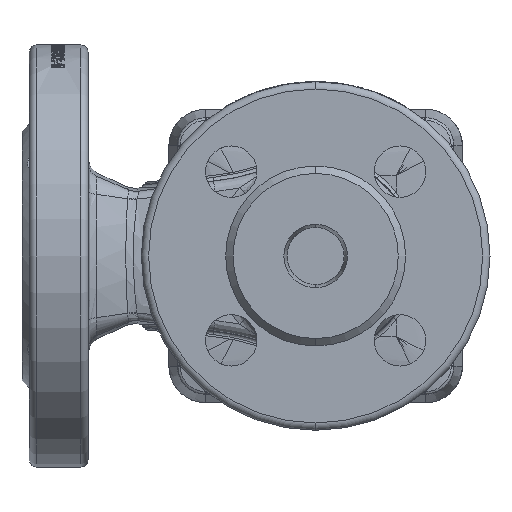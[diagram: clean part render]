
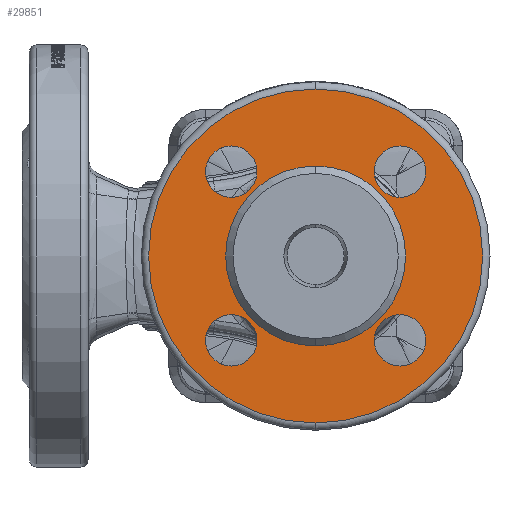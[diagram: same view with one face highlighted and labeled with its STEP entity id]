
A CAD part, front view. The second image highlights one B-rep face of the part: STEP entity #29851.
In plain terms, the highlighted planar face has unit normal (0, -1, 0).
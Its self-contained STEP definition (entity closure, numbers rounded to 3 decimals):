
#771 = CIRCLE ( 'NONE', #103346, 45.5 ) ;
#884 = DIRECTION ( 'NONE',  ( 0., -1., 0. ) ) ;
#3544 = FACE_OUTER_BOUND ( 'NONE', #77921, .T. ) ;
#3808 = EDGE_LOOP ( 'NONE', ( #111141, #78395 ) ) ;
#3857 = DIRECTION ( 'NONE',  ( 0., 0., -1. ) ) ;
#4256 = VERTEX_POINT ( 'NONE', #117877 ) ;
#4321 = CARTESIAN_POINT ( 'NONE',  ( 0., -88., 24.5 ) ) ;
#5646 = ORIENTED_EDGE ( 'NONE', *, *, #81929, .F. ) ;
#6742 = CARTESIAN_POINT ( 'NONE',  ( -24.5, -88., 0. ) ) ;
#8308 = DIRECTION ( 'NONE',  ( 0., 0., 1. ) ) ;
#8695 = AXIS2_PLACEMENT_3D ( 'NONE', #61400, #124182, #114126 ) ;
#9517 = CARTESIAN_POINT ( 'NONE',  ( 22.981, -88., -29.981 ) ) ;
#9533 = VERTEX_POINT ( 'NONE', #81060 ) ;
#10756 = DIRECTION ( 'NONE',  ( 0., 0., -1. ) ) ;
#14444 = VERTEX_POINT ( 'NONE', #130566 ) ;
#19009 = ORIENTED_EDGE ( 'NONE', *, *, #75957, .T. ) ;
#19133 = DIRECTION ( 'NONE',  ( 0., 0., -1. ) ) ;
#20966 = ORIENTED_EDGE ( 'NONE', *, *, #66900, .F. ) ;
#21418 = CARTESIAN_POINT ( 'NONE',  ( 22.981, -88., 22.981 ) ) ;
#21466 = ORIENTED_EDGE ( 'NONE', *, *, #128331, .F. ) ;
#22063 = CIRCLE ( 'NONE', #125208, 7. ) ;
#24239 = EDGE_CURVE ( 'NONE', #93845, #93279, #78108, .T. ) ;
#24393 = CIRCLE ( 'NONE', #74138, 24.5 ) ;
#27877 = VERTEX_POINT ( 'NONE', #74950 ) ;
#28881 = AXIS2_PLACEMENT_3D ( 'NONE', #34644, #118593, #3857 ) ;
#29851 = ADVANCED_FACE ( 'NONE', ( #52879, #85716, #108642, #69302, #80695, #3544 ), #88920, .T. ) ;
#31123 = ORIENTED_EDGE ( 'NONE', *, *, #64734, .F. ) ;
#31199 = CARTESIAN_POINT ( 'NONE',  ( 22.981, -88., -22.981 ) ) ;
#32018 = CARTESIAN_POINT ( 'NONE',  ( -22.981, -88., -29.981 ) ) ;
#33205 = AXIS2_PLACEMENT_3D ( 'NONE', #48897, #123154, #41090 ) ;
#34644 = CARTESIAN_POINT ( 'NONE',  ( -22.981, -88., 22.981 ) ) ;
#41090 = DIRECTION ( 'NONE',  ( 0., 0., -1. ) ) ;
#42299 = CARTESIAN_POINT ( 'NONE',  ( 0., -88., 0. ) ) ;
#42862 = DIRECTION ( 'NONE',  ( 0., -1., 0. ) ) ;
#42933 = CIRCLE ( 'NONE', #33205, 7. ) ;
#43343 = DIRECTION ( 'NONE',  ( 0., 0., 1. ) ) ;
#44123 = EDGE_CURVE ( 'NONE', #114144, #4256, #61889, .T. ) ;
#46707 = CIRCLE ( 'NONE', #8695, 7. ) ;
#48897 = CARTESIAN_POINT ( 'NONE',  ( -22.981, -88., -22.981 ) ) ;
#50602 = VERTEX_POINT ( 'NONE', #9517 ) ;
#50921 = CARTESIAN_POINT ( 'NONE',  ( 22.981, -88., -22.981 ) ) ;
#51891 = EDGE_CURVE ( 'NONE', #50602, #9533, #122579, .T. ) ;
#52879 = FACE_BOUND ( 'NONE', #93532, .T. ) ;
#60054 = CARTESIAN_POINT ( 'NONE',  ( 22.981, -88., 15.981 ) ) ;
#60520 = AXIS2_PLACEMENT_3D ( 'NONE', #6742, #101261, #19133 ) ;
#61400 = CARTESIAN_POINT ( 'NONE',  ( -22.981, -88., 22.981 ) ) ;
#61889 = CIRCLE ( 'NONE', #105933, 7. ) ;
#64734 = EDGE_CURVE ( 'NONE', #9533, #50602, #22063, .T. ) ;
#65317 = EDGE_CURVE ( 'NONE', #93279, #93845, #771, .T. ) ;
#66900 = EDGE_CURVE ( 'NONE', #27877, #108707, #42933, .T. ) ;
#68295 = ORIENTED_EDGE ( 'NONE', *, *, #99236, .F. ) ;
#69302 = FACE_BOUND ( 'NONE', #121285, .T. ) ;
#69362 = CIRCLE ( 'NONE', #28881, 7. ) ;
#73462 = DIRECTION ( 'NONE',  ( 0., 0., -1. ) ) ;
#74138 = AXIS2_PLACEMENT_3D ( 'NONE', #106241, #85115, #43343 ) ;
#74232 = AXIS2_PLACEMENT_3D ( 'NONE', #50921, #113714, #124249 ) ;
#74950 = CARTESIAN_POINT ( 'NONE',  ( -22.981, -88., -15.981 ) ) ;
#75583 = CARTESIAN_POINT ( 'NONE',  ( 0., -88., 0. ) ) ;
#75957 = EDGE_CURVE ( 'NONE', #105955, #102822, #91468, .T. ) ;
#76830 = ORIENTED_EDGE ( 'NONE', *, *, #65317, .F. ) ;
#77921 = EDGE_LOOP ( 'NONE', ( #116530, #76830 ) ) ;
#78108 = CIRCLE ( 'NONE', #119463, 45.5 ) ;
#78395 = ORIENTED_EDGE ( 'NONE', *, *, #97360, .F. ) ;
#78555 = DIRECTION ( 'NONE',  ( 0., 0., -1. ) ) ;
#78996 = ORIENTED_EDGE ( 'NONE', *, *, #51891, .F. ) ;
#80695 = FACE_BOUND ( 'NONE', #86006, .T. ) ;
#81060 = CARTESIAN_POINT ( 'NONE',  ( 22.981, -88., -15.981 ) ) ;
#81929 = EDGE_CURVE ( 'NONE', #102171, #14444, #46707, .T. ) ;
#82750 = DIRECTION ( 'NONE',  ( 0., 1., 0. ) ) ;
#84292 = DIRECTION ( 'NONE',  ( 0., -1., 0. ) ) ;
#85115 = DIRECTION ( 'NONE',  ( 0., 1., 0. ) ) ;
#85716 = FACE_BOUND ( 'NONE', #94281, .T. ) ;
#86006 = EDGE_LOOP ( 'NONE', ( #99904, #19009 ) ) ;
#87399 = DIRECTION ( 'NONE',  ( 0., 1., 0. ) ) ;
#88920 = PLANE ( 'NONE',  #60520 ) ;
#91468 = CIRCLE ( 'NONE', #133438, 24.5 ) ;
#92218 = DIRECTION ( 'NONE',  ( 0., 1., 0. ) ) ;
#92721 = CIRCLE ( 'NONE', #118606, 7. ) ;
#93279 = VERTEX_POINT ( 'NONE', #115577 ) ;
#93282 = DIRECTION ( 'NONE',  ( 0., 0., 1. ) ) ;
#93532 = EDGE_LOOP ( 'NONE', ( #78996, #31123 ) ) ;
#93845 = VERTEX_POINT ( 'NONE', #112045 ) ;
#94281 = EDGE_LOOP ( 'NONE', ( #68295, #20966 ) ) ;
#95285 = DIRECTION ( 'NONE',  ( 0., 0., -1. ) ) ;
#97360 = EDGE_CURVE ( 'NONE', #4256, #114144, #130849, .T. ) ;
#98254 = DIRECTION ( 'NONE',  ( 0., -1., 0. ) ) ;
#99236 = EDGE_CURVE ( 'NONE', #108707, #27877, #92721, .T. ) ;
#99904 = ORIENTED_EDGE ( 'NONE', *, *, #124039, .T. ) ;
#101127 = CARTESIAN_POINT ( 'NONE',  ( 0., -88., -24.5 ) ) ;
#101261 = DIRECTION ( 'NONE',  ( 0., -1., 0. ) ) ;
#102171 = VERTEX_POINT ( 'NONE', #130321 ) ;
#102822 = VERTEX_POINT ( 'NONE', #4321 ) ;
#103346 = AXIS2_PLACEMENT_3D ( 'NONE', #75583, #87399, #106727 ) ;
#105933 = AXIS2_PLACEMENT_3D ( 'NONE', #109732, #98254, #78555 ) ;
#105955 = VERTEX_POINT ( 'NONE', #101127 ) ;
#106241 = CARTESIAN_POINT ( 'NONE',  ( 0., -88., 0. ) ) ;
#106727 = DIRECTION ( 'NONE',  ( 0., 0., 1. ) ) ;
#108642 = FACE_BOUND ( 'NONE', #3808, .T. ) ;
#108707 = VERTEX_POINT ( 'NONE', #32018 ) ;
#109732 = CARTESIAN_POINT ( 'NONE',  ( 22.981, -88., 22.981 ) ) ;
#111141 = ORIENTED_EDGE ( 'NONE', *, *, #44123, .F. ) ;
#112045 = CARTESIAN_POINT ( 'NONE',  ( 0., -88., 45.5 ) ) ;
#113714 = DIRECTION ( 'NONE',  ( 0., -1., 0. ) ) ;
#113996 = AXIS2_PLACEMENT_3D ( 'NONE', #21418, #84292, #95285 ) ;
#114126 = DIRECTION ( 'NONE',  ( 0., 0., -1. ) ) ;
#114144 = VERTEX_POINT ( 'NONE', #60054 ) ;
#114907 = CARTESIAN_POINT ( 'NONE',  ( -22.981, -88., -22.981 ) ) ;
#115577 = CARTESIAN_POINT ( 'NONE',  ( 0., -88., -45.5 ) ) ;
#116530 = ORIENTED_EDGE ( 'NONE', *, *, #24239, .F. ) ;
#117877 = CARTESIAN_POINT ( 'NONE',  ( 22.981, -88., 29.981 ) ) ;
#118593 = DIRECTION ( 'NONE',  ( 0., -1., 0. ) ) ;
#118606 = AXIS2_PLACEMENT_3D ( 'NONE', #114907, #42862, #10756 ) ;
#119463 = AXIS2_PLACEMENT_3D ( 'NONE', #42299, #92218, #8308 ) ;
#121285 = EDGE_LOOP ( 'NONE', ( #5646, #21466 ) ) ;
#122579 = CIRCLE ( 'NONE', #74232, 7. ) ;
#123154 = DIRECTION ( 'NONE',  ( 0., -1., 0. ) ) ;
#123557 = CARTESIAN_POINT ( 'NONE',  ( 0., -88., 0. ) ) ;
#124039 = EDGE_CURVE ( 'NONE', #102822, #105955, #24393, .T. ) ;
#124182 = DIRECTION ( 'NONE',  ( 0., -1., 0. ) ) ;
#124249 = DIRECTION ( 'NONE',  ( 0., 0., -1. ) ) ;
#125208 = AXIS2_PLACEMENT_3D ( 'NONE', #31199, #884, #73462 ) ;
#128331 = EDGE_CURVE ( 'NONE', #14444, #102171, #69362, .T. ) ;
#130321 = CARTESIAN_POINT ( 'NONE',  ( -22.981, -88., 15.981 ) ) ;
#130566 = CARTESIAN_POINT ( 'NONE',  ( -22.981, -88., 29.981 ) ) ;
#130849 = CIRCLE ( 'NONE', #113996, 7. ) ;
#133438 = AXIS2_PLACEMENT_3D ( 'NONE', #123557, #82750, #93282 ) ;
